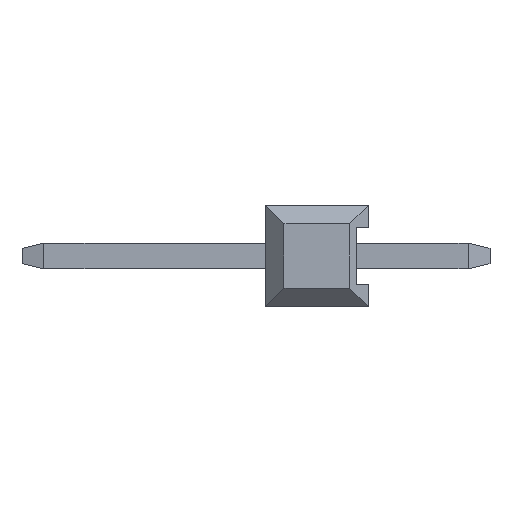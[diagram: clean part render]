
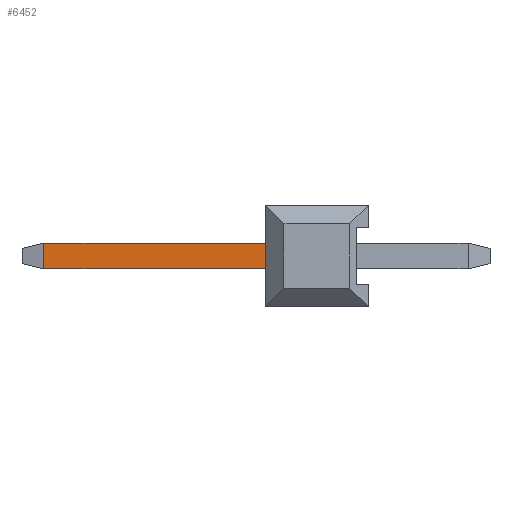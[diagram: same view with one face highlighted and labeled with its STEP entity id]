
A CAD part, left-side view. The second image highlights one B-rep face of the part: STEP entity #6452.
In plain terms, the highlighted planar face has unit normal (-1, 0, 0).
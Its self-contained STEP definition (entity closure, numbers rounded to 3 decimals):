
#874 = PLANE ( 'NONE',  #2009 ) ;
#875 = CARTESIAN_POINT ( 'NONE',  ( -0.32, 8.54, 0.32 ) ) ;
#876 = DIRECTION ( 'NONE',  ( -1., 0., 0. ) ) ;
#877 = DIRECTION ( 'NONE',  ( 0., 0., 1. ) ) ;
#1092 = VECTOR ( 'NONE', #5369, 1000. ) ;
#1379 = EDGE_CURVE ( 'NONE', #2219, #2215, #4055, .T. ) ;
#1381 = EDGE_CURVE ( 'NONE', #2215, #2188, #4062, .T. ) ;
#1423 = EDGE_CURVE ( 'NONE', #2219, #2189, #4188, .T. ) ;
#1586 = EDGE_CURVE ( 'NONE', #2188, #2189, #5367, .T. ) ;
#2003 = FACE_OUTER_BOUND ( 'NONE', #6466, .T. ) ;
#2009 = AXIS2_PLACEMENT_3D ( 'NONE', #875, #876, #877 ) ;
#2188 = VERTEX_POINT ( 'NONE', #6279 ) ;
#2189 = VERTEX_POINT ( 'NONE', #6280 ) ;
#2215 = VERTEX_POINT ( 'NONE', #6306 ) ;
#2219 = VERTEX_POINT ( 'NONE', #6310 ) ;
#4055 = LINE ( 'NONE', #4056, #8968 ) ;
#4056 = CARTESIAN_POINT ( 'NONE',  ( -0.32, 7.999, 0.32 ) ) ;
#4057 = DIRECTION ( 'NONE',  ( 0., 0., -1. ) ) ;
#4062 = LINE ( 'NONE', #4063, #8978 ) ;
#4063 = CARTESIAN_POINT ( 'NONE',  ( -0.32, 8.54, -0.32 ) ) ;
#4064 = DIRECTION ( 'NONE',  ( 0., -1., 0. ) ) ;
#4188 = LINE ( 'NONE', #4189, #8381 ) ;
#4189 = CARTESIAN_POINT ( 'NONE',  ( -0.32, 8.54, 0.32 ) ) ;
#4190 = DIRECTION ( 'NONE',  ( 0., -1., 0. ) ) ;
#5367 = LINE ( 'NONE', #5368, #1092 ) ;
#5368 = CARTESIAN_POINT ( 'NONE',  ( -0.32, 2.54, -0.32 ) ) ;
#5369 = DIRECTION ( 'NONE',  ( 0., 0., 1. ) ) ;
#6279 = CARTESIAN_POINT ( 'NONE',  ( -0.32, 2.54, -0.32 ) ) ;
#6280 = CARTESIAN_POINT ( 'NONE',  ( -0.32, 2.54, 0.32 ) ) ;
#6306 = CARTESIAN_POINT ( 'NONE',  ( -0.32, 7.999, -0.32 ) ) ;
#6310 = CARTESIAN_POINT ( 'NONE',  ( -0.32, 7.999, 0.32 ) ) ;
#6452 = ADVANCED_FACE ( 'NONE', ( #2003 ), #874, .T. ) ;
#6466 = EDGE_LOOP ( 'NONE', ( #9838, #7338, #7339, #7337 ) ) ;
#7337 = ORIENTED_EDGE ( 'NONE', *, *, #1586, .T. ) ;
#7338 = ORIENTED_EDGE ( 'NONE', *, *, #1379, .T. ) ;
#7339 = ORIENTED_EDGE ( 'NONE', *, *, #1381, .T. ) ;
#8381 = VECTOR ( 'NONE', #4190, 1000. ) ;
#8968 = VECTOR ( 'NONE', #4057, 1000. ) ;
#8978 = VECTOR ( 'NONE', #4064, 1000. ) ;
#9838 = ORIENTED_EDGE ( 'NONE', *, *, #1423, .F. ) ;
